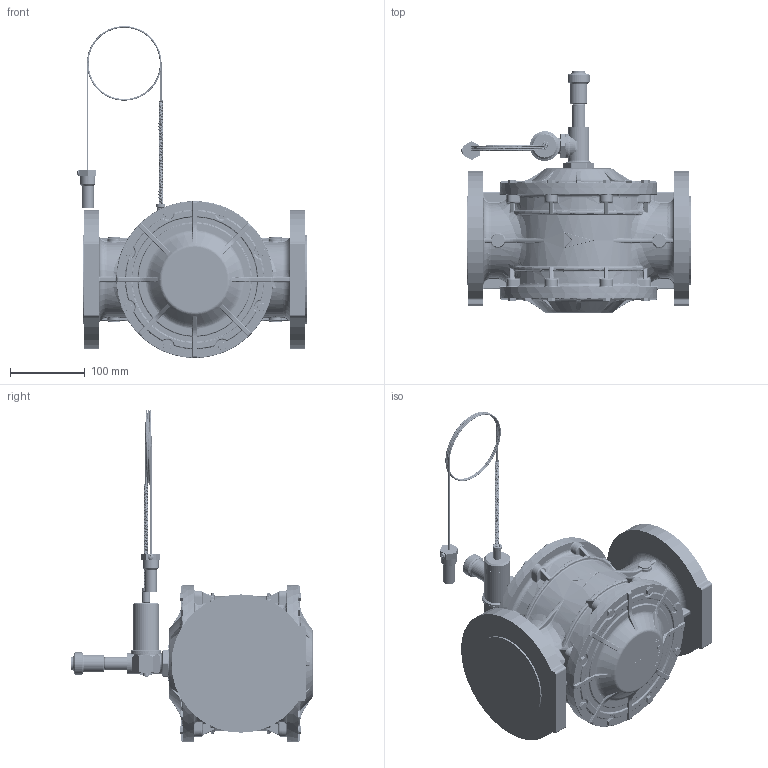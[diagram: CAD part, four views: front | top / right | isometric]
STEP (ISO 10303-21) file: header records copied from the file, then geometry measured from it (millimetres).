
FILE_DESCRIPTION (( 'STEP AP203' ), '1' );
FILE_NAME ('VIC-A-DN65_BIM_capilare.STEP', '2023-03-21T07:52:18', ( '' ), ( '' ), 'SwSTEP 2.0', 'SolidWorks 2021', '' );
FILE_SCHEMA (( 'CONFIG_CONTROL_DESIGN' ));
Products named in the file (4): VIC-A-DN65_BIM_capilare; Capilare_defeature; Valvola_A212_defeature; Elemento soffietto2_defeature
Assembly tree (3 placements, depth 2):
  VIC-A-DN65_BIM_capilare
    Valvola_A212_defeature
    Elemento soffietto2_defeature
    Capilare_defeature
Bounding box: 307.32 x 324.15 x 444.29 mm (x, y, z)
Volume: 6784022.6 mm3; surface area: 389543.5 mm2
Topology: 25 solids, 25 shells, 4069 faces, 9588 edges, 5564 vertices
Faces by surface type: bspline 1172, plane 1122, cylinder 858, torus 592, cone 245, sphere 80
Entity records: 199068 total; most frequent: CARTESIAN_POINT 114205, ORIENTED_EDGE 18862, DIRECTION 16204, EDGE_CURVE 9431, AXIS2_PLACEMENT_3D 6674, VERTEX_POINT 5564, EDGE_LOOP 4225, FACE_OUTER_BOUND 4069
